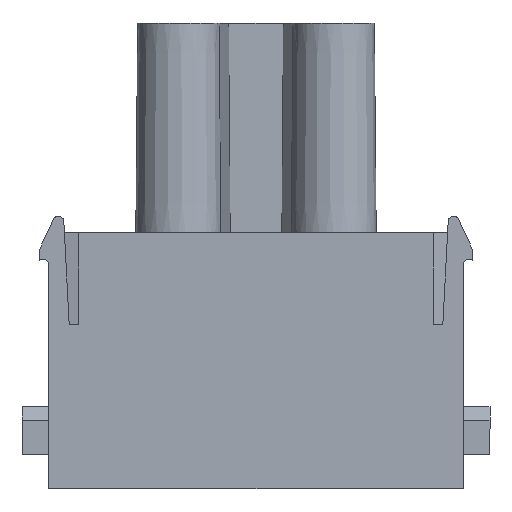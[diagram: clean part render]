
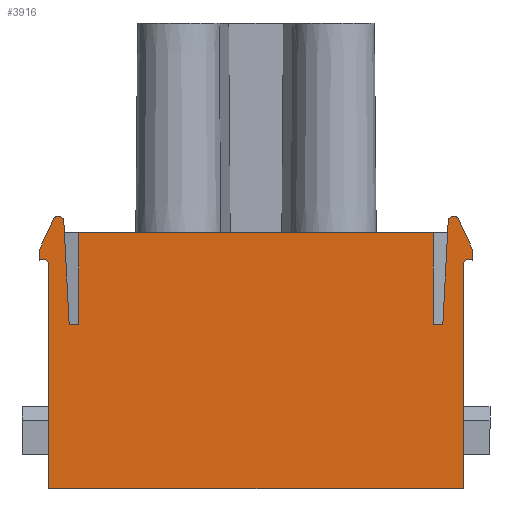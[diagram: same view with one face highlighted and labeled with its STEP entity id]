
A CAD part, left-side view. The second image highlights one B-rep face of the part: STEP entity #3916.
In plain terms, the highlighted planar face has unit normal (-1, 0, 0).
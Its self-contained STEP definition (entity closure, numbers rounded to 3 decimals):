
#3429=FACE_OUTER_BOUND('',#4964,.T.);
#3916=ADVANCED_FACE('',(#3429),#4398,.T.);
#4398=PLANE('',#15213);
#4964=EDGE_LOOP('',(#6198,#6199,#6200,#6201,#6202,#6203,#6204,#6205,#6206,
#6207,#6208,#6209,#6210,#6211,#6212,#6213,#6214,#6215,#6216,#6217));
#6198=ORIENTED_EDGE('',*,*,#9183,.T.);
#6199=ORIENTED_EDGE('',*,*,#9496,.T.);
#6200=ORIENTED_EDGE('',*,*,#9497,.T.);
#6201=ORIENTED_EDGE('',*,*,#9498,.T.);
#6202=ORIENTED_EDGE('',*,*,#9499,.T.);
#6203=ORIENTED_EDGE('',*,*,#9500,.T.);
#6204=ORIENTED_EDGE('',*,*,#9501,.T.);
#6205=ORIENTED_EDGE('',*,*,#9502,.T.);
#6206=ORIENTED_EDGE('',*,*,#9503,.T.);
#6207=ORIENTED_EDGE('',*,*,#9504,.T.);
#6208=ORIENTED_EDGE('',*,*,#9505,.F.);
#6209=ORIENTED_EDGE('',*,*,#9506,.T.);
#6210=ORIENTED_EDGE('',*,*,#9507,.T.);
#6211=ORIENTED_EDGE('',*,*,#9508,.T.);
#6212=ORIENTED_EDGE('',*,*,#9509,.T.);
#6213=ORIENTED_EDGE('',*,*,#9510,.T.);
#6214=ORIENTED_EDGE('',*,*,#9511,.T.);
#6215=ORIENTED_EDGE('',*,*,#9512,.T.);
#6216=ORIENTED_EDGE('',*,*,#9513,.T.);
#6217=ORIENTED_EDGE('',*,*,#9514,.F.);
#8272=VERTEX_POINT('',#19171);
#8273=VERTEX_POINT('',#19173);
#8521=VERTEX_POINT('',#20202);
#8522=VERTEX_POINT('',#20204);
#8523=VERTEX_POINT('',#20206);
#8524=VERTEX_POINT('',#20208);
#8525=VERTEX_POINT('',#20210);
#8526=VERTEX_POINT('',#20212);
#8527=VERTEX_POINT('',#20214);
#8528=VERTEX_POINT('',#20216);
#8529=VERTEX_POINT('',#20218);
#8530=VERTEX_POINT('',#20220);
#8531=VERTEX_POINT('',#20222);
#8532=VERTEX_POINT('',#20224);
#8533=VERTEX_POINT('',#20226);
#8534=VERTEX_POINT('',#20228);
#8535=VERTEX_POINT('',#20230);
#8536=VERTEX_POINT('',#20232);
#8537=VERTEX_POINT('',#20234);
#8538=VERTEX_POINT('',#20236);
#9183=EDGE_CURVE('',#8273,#8272,#11957,.T.);
#9496=EDGE_CURVE('',#8272,#8521,#12143,.T.);
#9497=EDGE_CURVE('',#8521,#8522,#10857,.T.);
#9498=EDGE_CURVE('',#8522,#8523,#12144,.T.);
#9499=EDGE_CURVE('',#8523,#8524,#12145,.T.);
#9500=EDGE_CURVE('',#8524,#8525,#12146,.T.);
#9501=EDGE_CURVE('',#8525,#8526,#10858,.T.);
#9502=EDGE_CURVE('',#8526,#8527,#12147,.T.);
#9503=EDGE_CURVE('',#8527,#8528,#12148,.T.);
#9504=EDGE_CURVE('',#8528,#8529,#12149,.T.);
#9505=EDGE_CURVE('',#8530,#8529,#12150,.T.);
#9506=EDGE_CURVE('',#8530,#8531,#12151,.T.);
#9507=EDGE_CURVE('',#8531,#8532,#12152,.T.);
#9508=EDGE_CURVE('',#8532,#8533,#12153,.T.);
#9509=EDGE_CURVE('',#8533,#8534,#10859,.T.);
#9510=EDGE_CURVE('',#8534,#8535,#12154,.T.);
#9511=EDGE_CURVE('',#8535,#8536,#12155,.T.);
#9512=EDGE_CURVE('',#8536,#8537,#12156,.T.);
#9513=EDGE_CURVE('',#8537,#8538,#10860,.T.);
#9514=EDGE_CURVE('',#8273,#8538,#12157,.T.);
#10857=CIRCLE('',#15209,0.4);
#10858=CIRCLE('',#15210,0.4);
#10859=CIRCLE('',#15211,0.4);
#10860=CIRCLE('',#15212,0.4);
#11957=LINE('',#19172,#13025);
#12143=LINE('',#20201,#13211);
#12144=LINE('',#20205,#13212);
#12145=LINE('',#20207,#13213);
#12146=LINE('',#20209,#13214);
#12147=LINE('',#20213,#13215);
#12148=LINE('',#20215,#13216);
#12149=LINE('',#20217,#13217);
#12150=LINE('',#20219,#13218);
#12151=LINE('',#20221,#13219);
#12152=LINE('',#20223,#13220);
#12153=LINE('',#20225,#13221);
#12154=LINE('',#20229,#13222);
#12155=LINE('',#20231,#13223);
#12156=LINE('',#20233,#13224);
#12157=LINE('',#20237,#13225);
#13025=VECTOR('',#15908,1.);
#13211=VECTOR('',#16378,1.);
#13212=VECTOR('',#16381,1.);
#13213=VECTOR('',#16382,1.);
#13214=VECTOR('',#16383,1.);
#13215=VECTOR('',#16386,1.);
#13216=VECTOR('',#16387,1.);
#13217=VECTOR('',#16388,1.);
#13218=VECTOR('',#16389,1.);
#13219=VECTOR('',#16390,1.);
#13220=VECTOR('',#16391,1.);
#13221=VECTOR('',#16392,1.);
#13222=VECTOR('',#16395,1.);
#13223=VECTOR('',#16396,1.);
#13224=VECTOR('',#16397,1.);
#13225=VECTOR('',#16400,1.);
#15209=AXIS2_PLACEMENT_3D('',#20203,#16379,#16380);
#15210=AXIS2_PLACEMENT_3D('',#20211,#16384,#16385);
#15211=AXIS2_PLACEMENT_3D('',#20227,#16393,#16394);
#15212=AXIS2_PLACEMENT_3D('',#20235,#16398,#16399);
#15213=AXIS2_PLACEMENT_3D('',#20238,#16401,#16402);
#15908=DIRECTION('',(0.,-1.,0.));
#16378=DIRECTION('',(0.,0.,1.));
#16379=DIRECTION('',(1.,0.,0.));
#16380=DIRECTION('',(0.,1.,0.));
#16381=DIRECTION('',(0.,-0.966,-0.259));
#16382=DIRECTION('',(0.,0.,1.));
#16383=DIRECTION('',(0.,0.423,0.906));
#16384=DIRECTION('',(-1.,0.,0.));
#16385=DIRECTION('',(0.,-0.906,0.423));
#16386=DIRECTION('',(0.,0.052,-0.999));
#16387=DIRECTION('',(0.,1.,0.));
#16388=DIRECTION('',(0.,0.,1.));
#16389=DIRECTION('',(0.,-1.,0.));
#16390=DIRECTION('',(0.,0.,-1.));
#16391=DIRECTION('',(0.,1.,0.));
#16392=DIRECTION('',(0.,0.052,0.999));
#16393=DIRECTION('',(-1.,0.,0.));
#16394=DIRECTION('',(0.,-0.999,0.052));
#16395=DIRECTION('',(0.,0.423,-0.906));
#16396=DIRECTION('',(0.,0.,-1.));
#16397=DIRECTION('',(0.,-0.966,0.259));
#16398=DIRECTION('',(1.,0.,0.));
#16399=DIRECTION('',(0.,0.259,0.966));
#16400=DIRECTION('',(0.,0.,1.));
#16401=DIRECTION('',(-1.,0.,0.));
#16402=DIRECTION('',(0.,1.,0.));
#19171=CARTESIAN_POINT('',(-7.3,-2.95,-2.5));
#19172=CARTESIAN_POINT('',(-7.3,18.1,-2.5));
#19173=CARTESIAN_POINT('',(-7.3,27.35,-2.5));
#20201=CARTESIAN_POINT('',(-7.3,-2.95,3.5));
#20202=CARTESIAN_POINT('',(-7.3,-2.95,13.85));
#20203=CARTESIAN_POINT('',(-7.3,-3.35,13.85));
#20204=CARTESIAN_POINT('',(-7.3,-3.454,14.236));
#20205=CARTESIAN_POINT('',(-7.3,-3.454,14.236));
#20206=CARTESIAN_POINT('',(-7.3,-3.65,14.184));
#20207=CARTESIAN_POINT('',(-7.3,-3.65,14.184));
#20208=CARTESIAN_POINT('',(-7.3,-3.65,14.93));
#20209=CARTESIAN_POINT('',(-7.3,-3.65,14.93));
#20210=CARTESIAN_POINT('',(-7.3,-2.606,17.169));
#20211=CARTESIAN_POINT('',(-7.3,-2.244,17.));
#20212=CARTESIAN_POINT('',(-7.3,-1.844,17.021));
#20213=CARTESIAN_POINT('',(-7.3,-1.844,17.021));
#20214=CARTESIAN_POINT('',(-7.3,-1.45,9.5));
#20215=CARTESIAN_POINT('',(-7.3,-1.45,9.5));
#20216=CARTESIAN_POINT('',(-7.3,-0.75,9.5));
#20217=CARTESIAN_POINT('',(-7.3,-0.75,9.5));
#20218=CARTESIAN_POINT('',(-7.3,-0.75,16.2));
#20219=CARTESIAN_POINT('',(-7.3,25.15,16.2));
#20220=CARTESIAN_POINT('',(-7.3,25.15,16.2));
#20221=CARTESIAN_POINT('',(-7.3,25.15,16.2));
#20222=CARTESIAN_POINT('',(-7.3,25.15,9.5));
#20223=CARTESIAN_POINT('',(-7.3,25.15,9.5));
#20224=CARTESIAN_POINT('',(-7.3,25.85,9.5));
#20225=CARTESIAN_POINT('',(-7.3,25.85,9.5));
#20226=CARTESIAN_POINT('',(-7.3,26.244,17.021));
#20227=CARTESIAN_POINT('',(-7.3,26.644,17.));
#20228=CARTESIAN_POINT('',(-7.3,27.006,17.169));
#20229=CARTESIAN_POINT('',(-7.3,27.006,17.169));
#20230=CARTESIAN_POINT('',(-7.3,28.05,14.93));
#20231=CARTESIAN_POINT('',(-7.3,28.05,14.93));
#20232=CARTESIAN_POINT('',(-7.3,28.05,14.184));
#20233=CARTESIAN_POINT('',(-7.3,28.05,14.184));
#20234=CARTESIAN_POINT('',(-7.3,27.854,14.236));
#20235=CARTESIAN_POINT('',(-7.3,27.75,13.85));
#20236=CARTESIAN_POINT('',(-7.3,27.35,13.85));
#20237=CARTESIAN_POINT('',(-7.3,27.35,3.5));
#20238=CARTESIAN_POINT('',(-7.3,-3.805,17.697));
